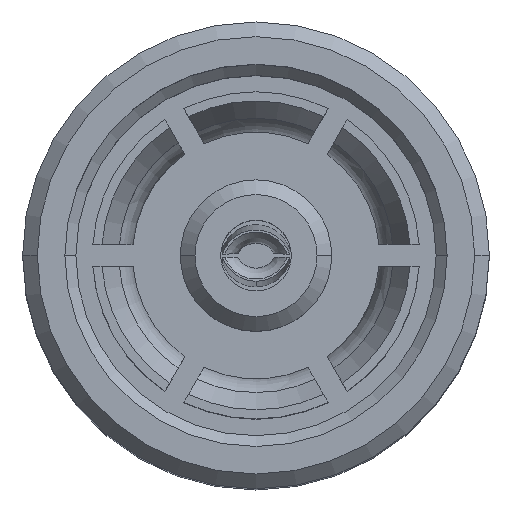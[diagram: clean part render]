
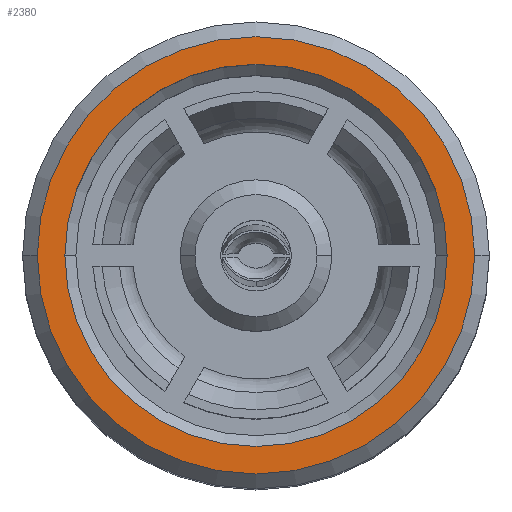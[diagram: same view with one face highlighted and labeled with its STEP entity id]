
A CAD part, top view. The second image highlights one B-rep face of the part: STEP entity #2380.
In plain terms, the highlighted planar face has unit normal (0, 0, 1).
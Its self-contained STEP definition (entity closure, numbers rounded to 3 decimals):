
#197 = CARTESIAN_POINT ( 'NONE',  ( 0., 0., 0. ) ) ;
#236 = VERTEX_POINT ( 'NONE', #1477 ) ;
#624 = DIRECTION ( 'NONE',  ( 1., 0., 0. ) ) ;
#834 = AXIS2_PLACEMENT_3D ( 'NONE', #3797, #1377, #4201 ) ;
#1014 = FACE_OUTER_BOUND ( 'NONE', #2898, .T. ) ;
#1062 = ORIENTED_EDGE ( 'NONE', *, *, #5214, .T. ) ;
#1113 = ORIENTED_EDGE ( 'NONE', *, *, #4382, .F. ) ;
#1184 = CARTESIAN_POINT ( 'NONE',  ( 0., 0., 0. ) ) ;
#1377 = DIRECTION ( 'NONE',  ( 0., 0., 1. ) ) ;
#1466 = CIRCLE ( 'NONE', #2095, 2.6 ) ;
#1477 = CARTESIAN_POINT ( 'NONE',  ( -2.6, 0., 0. ) ) ;
#1594 = DIRECTION ( 'NONE',  ( 1., 0., 0. ) ) ;
#1701 = CIRCLE ( 'NONE', #2883, 2.975 ) ;
#1705 = DIRECTION ( 'NONE',  ( 0., 0., -1. ) ) ;
#1796 = DIRECTION ( 'NONE',  ( 0., 0., 1. ) ) ;
#2007 = VERTEX_POINT ( 'NONE', #3591 ) ;
#2091 = CIRCLE ( 'NONE', #834, 2.6 ) ;
#2095 = AXIS2_PLACEMENT_3D ( 'NONE', #1184, #4012, #1594 ) ;
#2220 = VERTEX_POINT ( 'NONE', #3303 ) ;
#2277 = ORIENTED_EDGE ( 'NONE', *, *, #3451, .T. ) ;
#2380 = ADVANCED_FACE ( 'NONE', ( #1014, #5178 ), #4092, .F. ) ;
#2599 = EDGE_LOOP ( 'NONE', ( #1113, #5201 ) ) ;
#2883 = AXIS2_PLACEMENT_3D ( 'NONE', #4202, #1796, #4611 ) ;
#2898 = EDGE_LOOP ( 'NONE', ( #1062, #2277 ) ) ;
#3050 = DIRECTION ( 'NONE',  ( 0., 0., 1. ) ) ;
#3303 = CARTESIAN_POINT ( 'NONE',  ( 2.975, 0., 0. ) ) ;
#3317 = CARTESIAN_POINT ( 'NONE',  ( 2.6, 0., 0. ) ) ;
#3451 = EDGE_CURVE ( 'NONE', #2220, #2007, #1701, .T. ) ;
#3591 = CARTESIAN_POINT ( 'NONE',  ( -2.975, 0., 0. ) ) ;
#3797 = CARTESIAN_POINT ( 'NONE',  ( 0., 0., 0. ) ) ;
#4012 = DIRECTION ( 'NONE',  ( 0., 0., 1. ) ) ;
#4092 = PLANE ( 'NONE',  #4219 ) ;
#4115 = CARTESIAN_POINT ( 'NONE',  ( 0., 0., 0. ) ) ;
#4159 = VERTEX_POINT ( 'NONE', #3317 ) ;
#4201 = DIRECTION ( 'NONE',  ( 1., 0., 0. ) ) ;
#4202 = CARTESIAN_POINT ( 'NONE',  ( 0., 0., 0. ) ) ;
#4219 = AXIS2_PLACEMENT_3D ( 'NONE', #4115, #1705, #4527 ) ;
#4382 = EDGE_CURVE ( 'NONE', #4159, #236, #2091, .T. ) ;
#4527 = DIRECTION ( 'NONE',  ( -1., 0., 0. ) ) ;
#4611 = DIRECTION ( 'NONE',  ( 1., 0., 0. ) ) ;
#4658 = EDGE_CURVE ( 'NONE', #236, #4159, #1466, .T. ) ;
#4710 = AXIS2_PLACEMENT_3D ( 'NONE', #197, #3050, #624 ) ;
#4985 = CIRCLE ( 'NONE', #4710, 2.975 ) ;
#5178 = FACE_BOUND ( 'NONE', #2599, .T. ) ;
#5201 = ORIENTED_EDGE ( 'NONE', *, *, #4658, .F. ) ;
#5214 = EDGE_CURVE ( 'NONE', #2007, #2220, #4985, .T. ) ;
